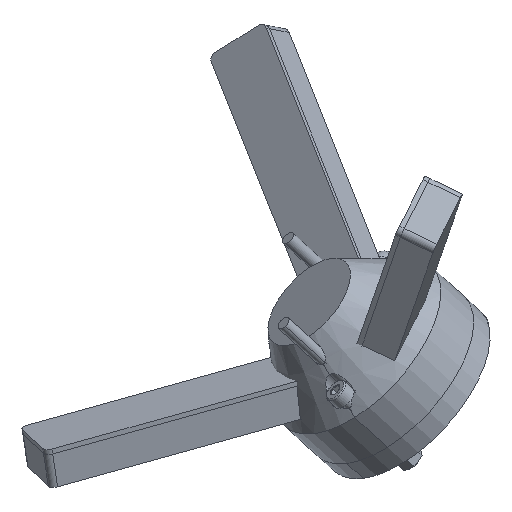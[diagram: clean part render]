
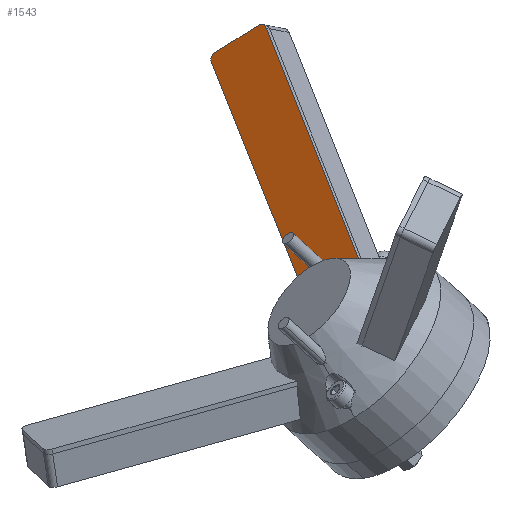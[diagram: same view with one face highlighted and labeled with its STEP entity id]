
A CAD part, top view. The second image highlights one B-rep face of the part: STEP entity #1543.
In plain terms, the highlighted face is planar.
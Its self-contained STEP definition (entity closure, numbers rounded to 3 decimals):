
#555 = AXIS2_PLACEMENT_3D ( 'NONE', #12998, #13072, #2633 ) ;
#1166 = VERTEX_POINT ( 'NONE', #13500 ) ;
#1220 = CARTESIAN_POINT ( 'NONE',  ( -94.952, 26.166, 0. ) ) ;
#1543 = ADVANCED_FACE ( 'NONE', ( #1583 ), #3905, .T. ) ;
#1569 = DIRECTION ( 'NONE',  ( 0., -1., 0. ) ) ;
#1583 = FACE_OUTER_BOUND ( 'NONE', #10769, .T. ) ;
#2170 = VERTEX_POINT ( 'NONE', #12307 ) ;
#2268 = VERTEX_POINT ( 'NONE', #12082 ) ;
#2578 = LINE ( 'NONE', #3479, #6162 ) ;
#2633 = DIRECTION ( 'NONE',  ( -1., 0., 0. ) ) ;
#2838 = VERTEX_POINT ( 'NONE', #11156 ) ;
#3429 = EDGE_CURVE ( 'NONE', #2170, #2268, #5010, .T. ) ;
#3479 = CARTESIAN_POINT ( 'NONE',  ( -14.952, 44.166, 0. ) ) ;
#3852 = VERTEX_POINT ( 'NONE', #1220 ) ;
#3895 = LINE ( 'NONE', #12915, #5738 ) ;
#3905 = PLANE ( 'NONE',  #555 ) ;
#4662 = CARTESIAN_POINT ( 'NONE',  ( -92.952, 26.166, 0. ) ) ;
#5010 = LINE ( 'NONE', #6199, #11921 ) ;
#5306 = VECTOR ( 'NONE', #1569, 1000. ) ;
#5649 = EDGE_CURVE ( 'NONE', #2268, #7081, #13266, .T. ) ;
#5660 = ORIENTED_EDGE ( 'NONE', *, *, #12807, .F. ) ;
#5738 = VECTOR ( 'NONE', #6489, 1000. ) ;
#6162 = VECTOR ( 'NONE', #12871, 1000. ) ;
#6199 = CARTESIAN_POINT ( 'NONE',  ( -92.952, 44.166, 0. ) ) ;
#6276 = DIRECTION ( 'NONE',  ( -1., 0., 0. ) ) ;
#6449 = EDGE_CURVE ( 'NONE', #7081, #3852, #8399, .T. ) ;
#6458 = CARTESIAN_POINT ( 'NONE',  ( -94.952, 42.166, 0. ) ) ;
#6489 = DIRECTION ( 'NONE',  ( 1., 0., 0. ) ) ;
#7081 = VERTEX_POINT ( 'NONE', #6458 ) ;
#7911 = ORIENTED_EDGE ( 'NONE', *, *, #11934, .F. ) ;
#8017 = CARTESIAN_POINT ( 'NONE',  ( -92.952, 42.166, 0. ) ) ;
#8399 = LINE ( 'NONE', #12983, #5306 ) ;
#9245 = DIRECTION ( 'NONE',  ( -1., 0., 0. ) ) ;
#9323 = ORIENTED_EDGE ( 'NONE', *, *, #12019, .F. ) ;
#10215 = DIRECTION ( 'NONE',  ( 0., 0., 1. ) ) ;
#10491 = ORIENTED_EDGE ( 'NONE', *, *, #6449, .F. ) ;
#10591 = DIRECTION ( 'NONE',  ( 0., 0., 1. ) ) ;
#10769 = EDGE_LOOP ( 'NONE', ( #5660, #9323, #7911, #10491, #14836, #13962 ) ) ;
#11156 = CARTESIAN_POINT ( 'NONE',  ( -92.952, 24.166, 0. ) ) ;
#11260 = AXIS2_PLACEMENT_3D ( 'NONE', #4662, #10591, #9245 ) ;
#11361 = AXIS2_PLACEMENT_3D ( 'NONE', #8017, #10215, #13429 ) ;
#11921 = VECTOR ( 'NONE', #6276, 1000. ) ;
#11934 = EDGE_CURVE ( 'NONE', #3852, #2838, #14852, .T. ) ;
#12019 = EDGE_CURVE ( 'NONE', #2838, #1166, #3895, .T. ) ;
#12082 = CARTESIAN_POINT ( 'NONE',  ( -92.952, 44.166, 0. ) ) ;
#12307 = CARTESIAN_POINT ( 'NONE',  ( -14.952, 44.166, 0. ) ) ;
#12807 = EDGE_CURVE ( 'NONE', #1166, #2170, #2578, .T. ) ;
#12871 = DIRECTION ( 'NONE',  ( 0., 1., 0. ) ) ;
#12915 = CARTESIAN_POINT ( 'NONE',  ( -92.952, 24.166, 0. ) ) ;
#12983 = CARTESIAN_POINT ( 'NONE',  ( -94.952, 42.166, 0. ) ) ;
#12998 = CARTESIAN_POINT ( 'NONE',  ( -92.952, 26.166, 0. ) ) ;
#13072 = DIRECTION ( 'NONE',  ( 0., 0., -1. ) ) ;
#13266 = CIRCLE ( 'NONE', #11361, 2. ) ;
#13429 = DIRECTION ( 'NONE',  ( 1., 0., 0. ) ) ;
#13500 = CARTESIAN_POINT ( 'NONE',  ( -14.952, 24.166, 0. ) ) ;
#13962 = ORIENTED_EDGE ( 'NONE', *, *, #3429, .F. ) ;
#14836 = ORIENTED_EDGE ( 'NONE', *, *, #5649, .F. ) ;
#14852 = CIRCLE ( 'NONE', #11260, 2. ) ;
